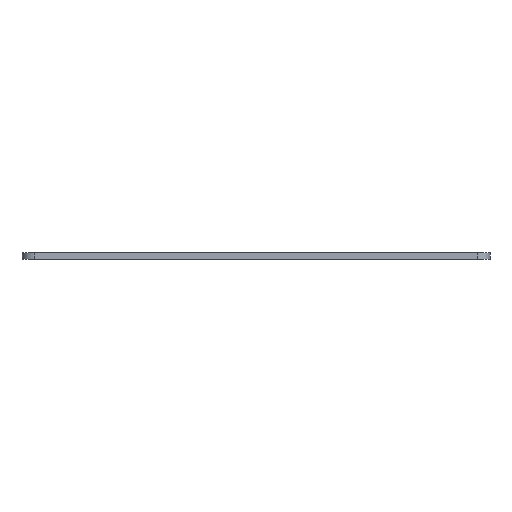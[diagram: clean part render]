
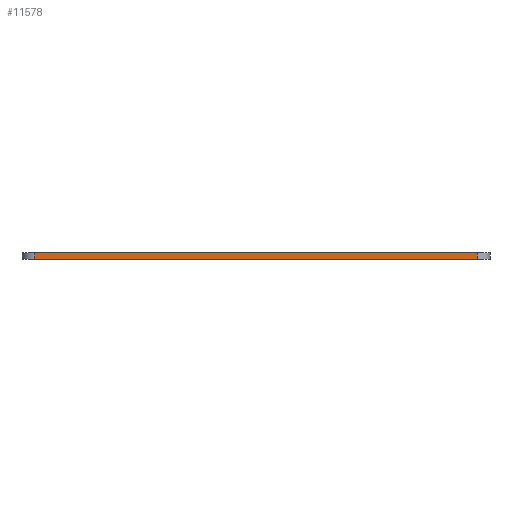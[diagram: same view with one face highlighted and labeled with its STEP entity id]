
A CAD part, front view. The second image highlights one B-rep face of the part: STEP entity #11578.
In plain terms, the highlighted planar face has unit normal (0, -1, 0).
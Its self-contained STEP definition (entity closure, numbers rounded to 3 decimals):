
#55 = CYLINDRICAL_SURFACE('',#56,3.);
#56 = AXIS2_PLACEMENT_3D('',#57,#58,#59);
#57 = CARTESIAN_POINT('',(-51.187,-38.027,0.));
#58 = DIRECTION('',(-0.,-0.,-1.));
#59 = DIRECTION('',(1.,0.,-0.));
#83 = PLANE('',#84);
#84 = AXIS2_PLACEMENT_3D('',#85,#86,#87);
#85 = CARTESIAN_POINT('',(0.,0.,1.6));
#86 = DIRECTION('',(-0.,-0.,-1.));
#87 = DIRECTION('',(-1.,0.,0.));
#137 = PLANE('',#138);
#138 = AXIS2_PLACEMENT_3D('',#139,#140,#141);
#139 = CARTESIAN_POINT('',(0.,0.,0.));
#140 = DIRECTION('',(-0.,-0.,-1.));
#141 = DIRECTION('',(-1.,0.,0.));
#154 = VERTEX_POINT('',#155);
#155 = CARTESIAN_POINT('',(-51.187,-41.027,1.6));
#181 = EDGE_CURVE('',#182,#154,#184,.T.);
#182 = VERTEX_POINT('',#183);
#183 = CARTESIAN_POINT('',(-51.187,-41.027,0.));
#184 = SURFACE_CURVE('',#185,(#189,#196),.PCURVE_S1.);
#185 = LINE('',#186,#187);
#186 = CARTESIAN_POINT('',(-51.187,-41.027,0.));
#187 = VECTOR('',#188,1.);
#188 = DIRECTION('',(0.,0.,1.));
#189 = PCURVE('',#55,#190);
#190 = DEFINITIONAL_REPRESENTATION('',(#191),#195);
#191 = LINE('',#192,#193);
#192 = CARTESIAN_POINT('',(-4.713,0.));
#193 = VECTOR('',#194,1.);
#194 = DIRECTION('',(-0.,-1.));
#195 = ( GEOMETRIC_REPRESENTATION_CONTEXT(2) 
PARAMETRIC_REPRESENTATION_CONTEXT() REPRESENTATION_CONTEXT('2D SPACE',''
  ) );
#196 = PCURVE('',#197,#202);
#197 = PLANE('',#198);
#198 = AXIS2_PLACEMENT_3D('',#199,#200,#201);
#199 = CARTESIAN_POINT('',(51.187,-41.027,0.));
#200 = DIRECTION('',(0.,-1.,0.));
#201 = DIRECTION('',(-1.,0.,0.));
#202 = DEFINITIONAL_REPRESENTATION('',(#203),#207);
#203 = LINE('',#204,#205);
#204 = CARTESIAN_POINT('',(102.373,0.));
#205 = VECTOR('',#206,1.);
#206 = DIRECTION('',(0.,-1.));
#207 = ( GEOMETRIC_REPRESENTATION_CONTEXT(2) 
PARAMETRIC_REPRESENTATION_CONTEXT() REPRESENTATION_CONTEXT('2D SPACE',''
  ) );
#411 = VERTEX_POINT('',#412);
#412 = CARTESIAN_POINT('',(51.187,-41.027,0.));
#431 = CYLINDRICAL_SURFACE('',#432,3.);
#432 = AXIS2_PLACEMENT_3D('',#433,#434,#435);
#433 = CARTESIAN_POINT('',(51.187,-38.027,0.));
#434 = DIRECTION('',(-0.,-0.,-1.));
#435 = DIRECTION('',(1.,0.,-0.));
#443 = EDGE_CURVE('',#411,#182,#444,.T.);
#444 = SURFACE_CURVE('',#445,(#449,#456),.PCURVE_S1.);
#445 = LINE('',#446,#447);
#446 = CARTESIAN_POINT('',(51.187,-41.027,0.));
#447 = VECTOR('',#448,1.);
#448 = DIRECTION('',(-1.,0.,0.));
#449 = PCURVE('',#137,#450);
#450 = DEFINITIONAL_REPRESENTATION('',(#451),#455);
#451 = LINE('',#452,#453);
#452 = CARTESIAN_POINT('',(-51.187,-41.027));
#453 = VECTOR('',#454,1.);
#454 = DIRECTION('',(1.,0.));
#455 = ( GEOMETRIC_REPRESENTATION_CONTEXT(2) 
PARAMETRIC_REPRESENTATION_CONTEXT() REPRESENTATION_CONTEXT('2D SPACE',''
  ) );
#456 = PCURVE('',#197,#457);
#457 = DEFINITIONAL_REPRESENTATION('',(#458),#462);
#458 = LINE('',#459,#460);
#459 = CARTESIAN_POINT('',(0.,0.));
#460 = VECTOR('',#461,1.);
#461 = DIRECTION('',(1.,0.));
#462 = ( GEOMETRIC_REPRESENTATION_CONTEXT(2) 
PARAMETRIC_REPRESENTATION_CONTEXT() REPRESENTATION_CONTEXT('2D SPACE',''
  ) );
#6460 = VERTEX_POINT('',#6461);
#6461 = CARTESIAN_POINT('',(51.187,-41.027,1.6));
#6487 = EDGE_CURVE('',#6460,#154,#6488,.T.);
#6488 = SURFACE_CURVE('',#6489,(#6493,#6500),.PCURVE_S1.);
#6489 = LINE('',#6490,#6491);
#6490 = CARTESIAN_POINT('',(51.187,-41.027,1.6));
#6491 = VECTOR('',#6492,1.);
#6492 = DIRECTION('',(-1.,0.,0.));
#6493 = PCURVE('',#83,#6494);
#6494 = DEFINITIONAL_REPRESENTATION('',(#6495),#6499);
#6495 = LINE('',#6496,#6497);
#6496 = CARTESIAN_POINT('',(-51.187,-41.027));
#6497 = VECTOR('',#6498,1.);
#6498 = DIRECTION('',(1.,0.));
#6499 = ( GEOMETRIC_REPRESENTATION_CONTEXT(2) 
PARAMETRIC_REPRESENTATION_CONTEXT() REPRESENTATION_CONTEXT('2D SPACE',''
  ) );
#6500 = PCURVE('',#197,#6501);
#6501 = DEFINITIONAL_REPRESENTATION('',(#6502),#6506);
#6502 = LINE('',#6503,#6504);
#6503 = CARTESIAN_POINT('',(0.,-1.6));
#6504 = VECTOR('',#6505,1.);
#6505 = DIRECTION('',(1.,0.));
#6506 = ( GEOMETRIC_REPRESENTATION_CONTEXT(2) 
PARAMETRIC_REPRESENTATION_CONTEXT() REPRESENTATION_CONTEXT('2D SPACE',''
  ) );
#11578 = ADVANCED_FACE('',(#11579),#197,.T.);
#11579 = FACE_BOUND('',#11580,.T.);
#11580 = EDGE_LOOP('',(#11581,#11602,#11603,#11604));
#11581 = ORIENTED_EDGE('',*,*,#11582,.T.);
#11582 = EDGE_CURVE('',#411,#6460,#11583,.T.);
#11583 = SURFACE_CURVE('',#11584,(#11588,#11595),.PCURVE_S1.);
#11584 = LINE('',#11585,#11586);
#11585 = CARTESIAN_POINT('',(51.187,-41.027,0.));
#11586 = VECTOR('',#11587,1.);
#11587 = DIRECTION('',(0.,0.,1.));
#11588 = PCURVE('',#197,#11589);
#11589 = DEFINITIONAL_REPRESENTATION('',(#11590),#11594);
#11590 = LINE('',#11591,#11592);
#11591 = CARTESIAN_POINT('',(0.,0.));
#11592 = VECTOR('',#11593,1.);
#11593 = DIRECTION('',(0.,-1.));
#11594 = ( GEOMETRIC_REPRESENTATION_CONTEXT(2) 
PARAMETRIC_REPRESENTATION_CONTEXT() REPRESENTATION_CONTEXT('2D SPACE',''
  ) );
#11595 = PCURVE('',#431,#11596);
#11596 = DEFINITIONAL_REPRESENTATION('',(#11597),#11601);
#11597 = LINE('',#11598,#11599);
#11598 = CARTESIAN_POINT('',(-4.712,0.));
#11599 = VECTOR('',#11600,1.);
#11600 = DIRECTION('',(-0.,-1.));
#11601 = ( GEOMETRIC_REPRESENTATION_CONTEXT(2) 
PARAMETRIC_REPRESENTATION_CONTEXT() REPRESENTATION_CONTEXT('2D SPACE',''
  ) );
#11602 = ORIENTED_EDGE('',*,*,#6487,.T.);
#11603 = ORIENTED_EDGE('',*,*,#181,.F.);
#11604 = ORIENTED_EDGE('',*,*,#443,.F.);
